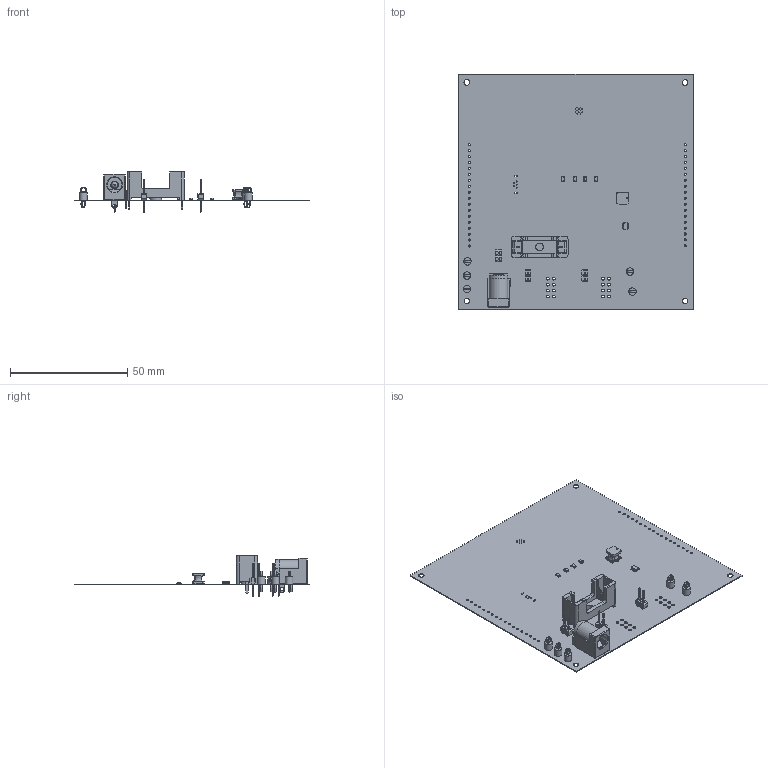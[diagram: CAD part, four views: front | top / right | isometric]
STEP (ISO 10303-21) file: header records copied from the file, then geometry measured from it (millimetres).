
FILE_DESCRIPTION(/* description */ ('Open CASCADE Model'),/* implementation_level */ '2;1');
FILE_NAME(/* name */ 'EGR314-wifi-board v1.step',/* time_stamp */ '2025-05-05T17:35:09-07:00',/* author */ (''),/* organization */ (''),/* preprocessor_version */ 'ST-DEVELOPER v20.1',/* originating_system */ 'Autodesk Translation Framework v14.4.0.0',/* authorisation */ '');
FILE_SCHEMA (('AUTOMOTIVE_DESIGN { 1 0 10303 214 3 1 1 }'));
Length unit declared in the file: millimetre
Products named in the file (33): PCB; Board; Open CASCADE STEP translator 7.5 1.1.1; U3; 6428165248; TP5; TP4; TP3; TP2; TP1; 6428165008; L1; 6428163648; J7; 6428165808; J6; J5; 6428163968; J4; 6428164288; F1; 6428164688; 4628_4628; D4; D3; D2; D1; 150080xxS75000; housing; cover; base_2; base; marking
Assembly tree (40 placements, depth 4):
  PCB
    Board
      Open CASCADE STEP translator 7.5 1.1.1
    U3
      6428165248
    TP5
      6428165008
    TP4
      6428165008
    TP3
      6428165008
    TP2
      6428165008
    TP1
      6428165008
    L1
      6428163648
    J7
      6428165808
    J6
      6428163968
    J5
      6428163968
    J4
      6428164288
    F1
      6428164688
        4628_4628
    D4
      150080xxS75000
        housing
        cover
        base_2
        base
        marking
    D3
      150080xxS75000
        housing
        cover
        base_2
        base
        marking
    D2
      150080xxS75000
        housing
        cover
        base_2
        base
        marking
    D1
      150080xxS75000
        housing
        cover
        base_2
        base
        marking
Bounding box: 100 x 100.18 x 17.07 mm (x, y, z)
Volume: 5724.4 mm3; surface area: 24727.6 mm2
Topology: 87 solids, 87 shells, 1692 faces, 4067 edges, 2536 vertices
Faces by surface type: plane 1125, cylinder 407, torus 112, bspline 26, sphere 20, cone 2
Full cylindrical faces by diameter (mm): 0.2 x12, 0.3 x2, 0.45 x5, 0.61 x2, 0.66 x6, 0.88 x36, 1.194 x16, 1.32 x2, 1.4 x2, 1.5 x2, 1.6 x5, 2 x1, 2.05 x1, 2.1 x2, 2.4 x4, 2.5 x1, 3.175 x5, 3.2 x1, 3.302 x1, 5.08 x1, 6.4 x1
Entity records: 33747 total; most frequent: CARTESIAN_POINT 8235, DIRECTION 5122, ORIENTED_EDGE 4954, EDGE_CURVE 2477, LINE 1820, VECTOR 1820, AXIS2_PLACEMENT_3D 1651, VERTEX_POINT 1579
